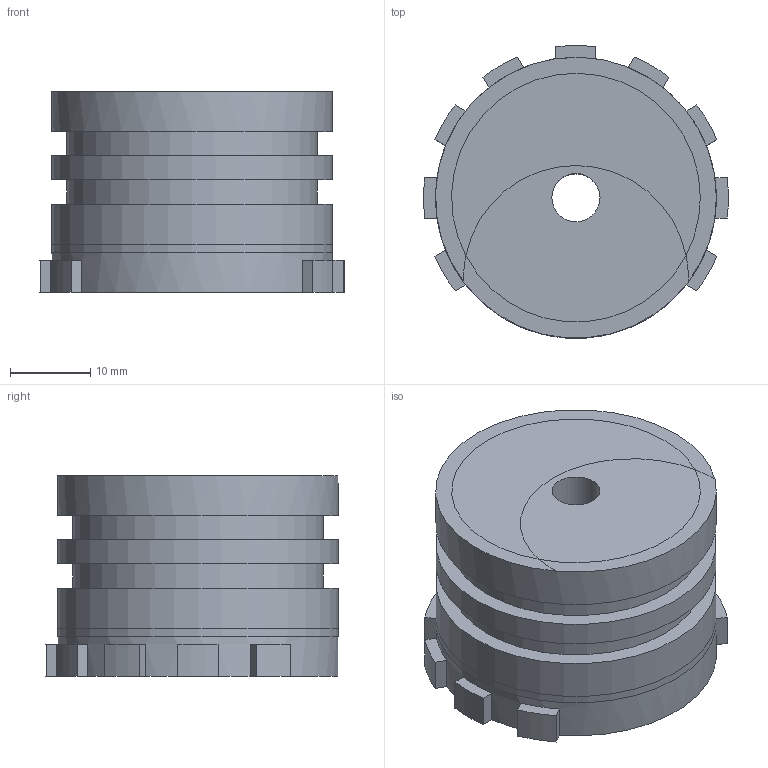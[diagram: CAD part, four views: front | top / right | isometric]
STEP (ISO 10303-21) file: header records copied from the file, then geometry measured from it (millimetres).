
FILE_DESCRIPTION(('FreeCAD Model'),'2;1');
FILE_NAME('Open CASCADE Shape Model','2024-08-26T20:19:38',(''),(''), 'Open CASCADE STEP processor 7.6','FreeCAD','Unknown');
FILE_SCHEMA(('AUTOMOTIVE_DESIGN { 1 0 10303 214 1 1 1 1 }'));
Length unit declared in the file: millimetre
Products named in the file (1): difference002
Bounding box: 37.98 x 36.48 x 25 mm (x, y, z)
Volume: 22431.4 mm3; surface area: 6050.8 mm2
Topology: 1 solids, 1 shells, 54 faces, 142 edges, 94 vertices
Faces by surface type: plane 36, cylinder 18
Full cylindrical faces by diameter (mm): 6 x1, 31.2 x2, 35 x5
Entity records: 1717 total; most frequent: DIRECTION 313, CARTESIAN_POINT 291, ORIENTED_EDGE 284, EDGE_CURVE 142, AXIS2_PLACEMENT_3D 116, VERTEX_POINT 94, LINE 81, VECTOR 81
